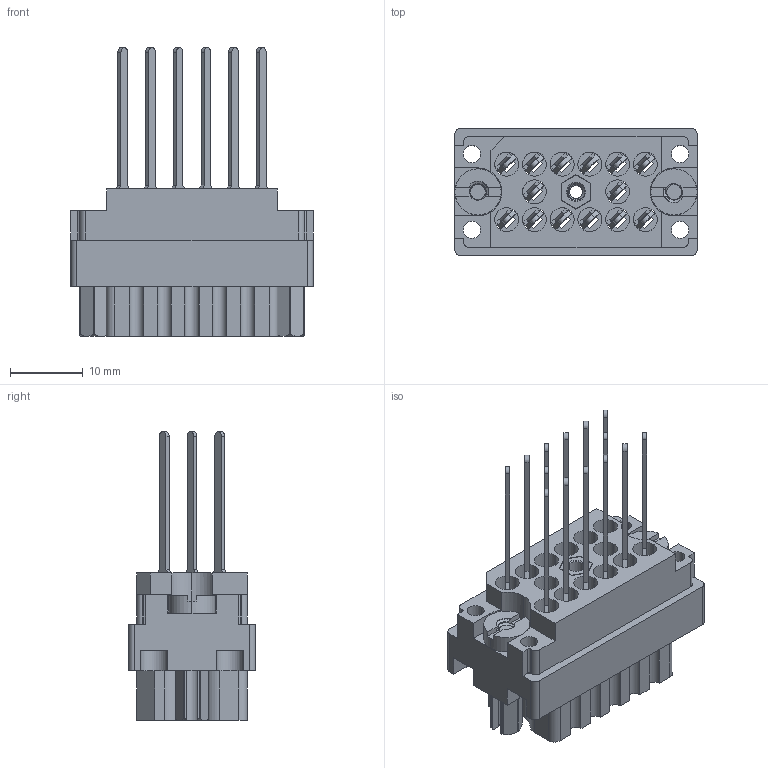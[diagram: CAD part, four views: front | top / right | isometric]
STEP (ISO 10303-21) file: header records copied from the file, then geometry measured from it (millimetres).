
FILE_DESCRIPTION (( 'STEP AP203' ), '1' );
FILE_NAME ('519-014-542-402.STEP', '2020-09-09T19:39:06', ( '' ), ( '' ), 'SwSTEP 2.0', 'SolidWorks 2020', '' );
FILE_SCHEMA (( 'CONFIG_CONTROL_DESIGN' ));
Length unit declared in the file: inch
Products named in the file (7): 516-221-020-102_014; 516-252-025-100_516-252-025-100; 516-221-020-102_015; 516-292-001_542 Contact; 519 Receptacle Insulator_014; 519-014-542-402; 516-252-021-102_014
Assembly tree (20 placements, depth 2):
  519-014-542-402
    519 Receptacle Insulator_014
    516-292-001_542 Contact  x14
    516-252-025-100_516-252-025-100
    516-252-021-102_014  x2
    516-221-020-102_014
    516-221-020-102_015
Bounding box: 33.32 x 17.42 x 39.7 mm (x, y, z)
Volume: 7137 mm3; surface area: 11141.4 mm2
Topology: 20 solids, 20 shells, 1714 faces, 4923 edges, 3257 vertices
Faces by surface type: plane 967, cylinder 585, bspline 115, cone 47
Entity records: 32327 total; most frequent: CARTESIAN_POINT 11821, ORIENTED_EDGE 4250, DIRECTION 3888, EDGE_CURVE 2125, VERTEX_POINT 1403, LINE 1332, VECTOR 1332, AXIS2_PLACEMENT_3D 1278
